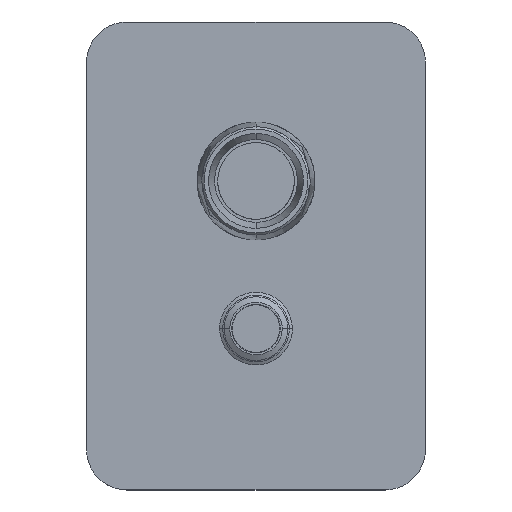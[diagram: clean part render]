
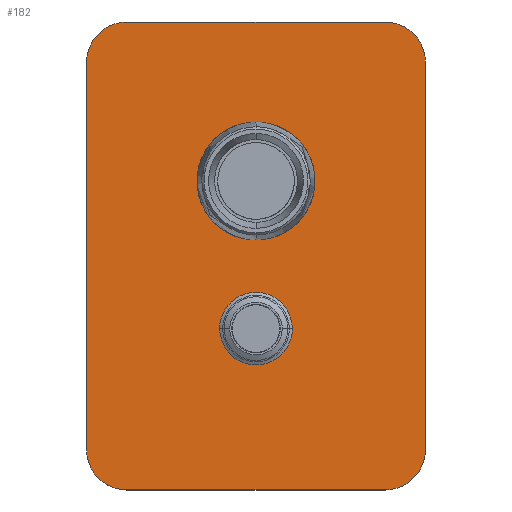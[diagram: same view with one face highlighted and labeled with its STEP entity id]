
A CAD part, top view. The second image highlights one B-rep face of the part: STEP entity #182.
In plain terms, the highlighted planar face has unit normal (0, 0, 1).
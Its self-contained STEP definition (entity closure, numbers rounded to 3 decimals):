
#69=FACE_BOUND('',#314,.T.);
#70=FACE_BOUND('',#315,.T.);
#89=PLANE('',#1016);
#182=ADVANCED_FACE('',(#243,#69,#70),#89,.T.);
#243=FACE_OUTER_BOUND('',#313,.T.);
#313=EDGE_LOOP('',(#531,#532,#533,#534,#535,#536,#537,#538));
#314=EDGE_LOOP('',(#539));
#315=EDGE_LOOP('',(#540,#541,#542,#543));
#531=ORIENTED_EDGE('',*,*,#674,.F.);
#532=ORIENTED_EDGE('',*,*,#661,.F.);
#533=ORIENTED_EDGE('',*,*,#676,.F.);
#534=ORIENTED_EDGE('',*,*,#670,.F.);
#535=ORIENTED_EDGE('',*,*,#678,.F.);
#536=ORIENTED_EDGE('',*,*,#667,.F.);
#537=ORIENTED_EDGE('',*,*,#680,.F.);
#538=ORIENTED_EDGE('',*,*,#664,.F.);
#539=ORIENTED_EDGE('',*,*,#683,.F.);
#540=ORIENTED_EDGE('',*,*,#681,.F.);
#541=ORIENTED_EDGE('',*,*,#684,.F.);
#542=ORIENTED_EDGE('',*,*,#682,.F.);
#543=ORIENTED_EDGE('',*,*,#685,.F.);
#661=EDGE_CURVE('',#910,#909,#829,.T.);
#664=EDGE_CURVE('',#911,#912,#832,.T.);
#667=EDGE_CURVE('',#914,#913,#835,.T.);
#670=EDGE_CURVE('',#916,#915,#838,.T.);
#674=EDGE_CURVE('',#909,#911,#768,.T.);
#676=EDGE_CURVE('',#915,#910,#770,.T.);
#678=EDGE_CURVE('',#913,#916,#772,.T.);
#680=EDGE_CURVE('',#912,#914,#774,.T.);
#681=EDGE_CURVE('',#918,#919,#775,.T.);
#682=EDGE_CURVE('',#921,#920,#776,.T.);
#683=EDGE_CURVE('',#917,#917,#777,.T.);
#684=EDGE_CURVE('',#920,#918,#841,.T.);
#685=EDGE_CURVE('',#919,#921,#842,.T.);
#768=(
BOUNDED_CURVE()
B_SPLINE_CURVE(2,(#1967,#1968,#1969),.UNSPECIFIED.,.F.,.F.)
B_SPLINE_CURVE_WITH_KNOTS((3,3),(-15.708,0.),.UNSPECIFIED.)
CURVE()
GEOMETRIC_REPRESENTATION_ITEM()
RATIONAL_B_SPLINE_CURVE((1.,0.707,1.))
REPRESENTATION_ITEM('')
);
#770=(
BOUNDED_CURVE()
B_SPLINE_CURVE(2,(#1973,#1974,#1975),.UNSPECIFIED.,.F.,.F.)
B_SPLINE_CURVE_WITH_KNOTS((3,3),(-15.708,0.),.UNSPECIFIED.)
CURVE()
GEOMETRIC_REPRESENTATION_ITEM()
RATIONAL_B_SPLINE_CURVE((1.,0.707,1.))
REPRESENTATION_ITEM('')
);
#772=(
BOUNDED_CURVE()
B_SPLINE_CURVE(2,(#1979,#1980,#1981),.UNSPECIFIED.,.F.,.F.)
B_SPLINE_CURVE_WITH_KNOTS((3,3),(-15.708,0.),.UNSPECIFIED.)
CURVE()
GEOMETRIC_REPRESENTATION_ITEM()
RATIONAL_B_SPLINE_CURVE((1.,0.707,1.))
REPRESENTATION_ITEM('')
);
#774=(
BOUNDED_CURVE()
B_SPLINE_CURVE(2,(#1985,#1986,#1987),.UNSPECIFIED.,.F.,.F.)
B_SPLINE_CURVE_WITH_KNOTS((3,3),(-15.708,0.),.UNSPECIFIED.)
CURVE()
GEOMETRIC_REPRESENTATION_ITEM()
RATIONAL_B_SPLINE_CURVE((1.,0.707,1.))
REPRESENTATION_ITEM('')
);
#775=(
BOUNDED_CURVE()
B_SPLINE_CURVE(2,(#1988,#1989,#1990,#1991,#1992),.UNSPECIFIED.,.F.,.F.)
B_SPLINE_CURVE_WITH_KNOTS((3,2,3),(-9.096,-4.548,
0.),.UNSPECIFIED.)
CURVE()
GEOMETRIC_REPRESENTATION_ITEM()
RATIONAL_B_SPLINE_CURVE((1.,0.908,1.,0.908,1.))
REPRESENTATION_ITEM('')
);
#776=(
BOUNDED_CURVE()
B_SPLINE_CURVE(2,(#1993,#1994,#1995,#1996,#1997),.UNSPECIFIED.,.F.,.F.)
B_SPLINE_CURVE_WITH_KNOTS((3,2,3),(-9.096,-4.548,
0.),.UNSPECIFIED.)
CURVE()
GEOMETRIC_REPRESENTATION_ITEM()
RATIONAL_B_SPLINE_CURVE((1.,0.908,1.,0.908,1.))
REPRESENTATION_ITEM('')
);
#777=(
BOUNDED_CURVE()
B_SPLINE_CURVE(2,(#1998,#1999,#2000,#2001,#2002,#2003,#2004,#2005,#2006),
 .UNSPECIFIED.,.T.,.F.)
B_SPLINE_CURVE_WITH_KNOTS((3,2,2,2,3),(-25.918,-12.959,
0.,12.959,25.918),.UNSPECIFIED.)
CURVE()
GEOMETRIC_REPRESENTATION_ITEM()
RATIONAL_B_SPLINE_CURVE((1.,0.707,1.,0.707,1.,0.707,
1.,0.707,1.))
REPRESENTATION_ITEM('')
);
#829=B_SPLINE_CURVE_WITH_KNOTS('',1,(#1940,#1941),.UNSPECIFIED.,.F.,.F.,
(2,2),(0.,64.),.UNSPECIFIED.);
#832=B_SPLINE_CURVE_WITH_KNOTS('',1,(#1946,#1947),.UNSPECIFIED.,.F.,.F.,
(2,2),(0.,96.),.UNSPECIFIED.);
#835=B_SPLINE_CURVE_WITH_KNOTS('',1,(#1952,#1953),.UNSPECIFIED.,.F.,.F.,
(2,2),(0.,64.),.UNSPECIFIED.);
#838=B_SPLINE_CURVE_WITH_KNOTS('',1,(#1958,#1959),.UNSPECIFIED.,.F.,.F.,
(2,2),(0.,96.),.UNSPECIFIED.);
#841=B_SPLINE_CURVE_WITH_KNOTS('',1,(#2007,#2008,#2009),.UNSPECIFIED.,.F.,
 .F.,(2,1,2),(-6.801,-3.4,0.),.UNSPECIFIED.);
#842=B_SPLINE_CURVE_WITH_KNOTS('',1,(#2010,#2011,#2012),.UNSPECIFIED.,.F.,
 .F.,(2,1,2),(-6.801,-3.4,0.),.UNSPECIFIED.);
#909=VERTEX_POINT('',#1919);
#910=VERTEX_POINT('',#1920);
#911=VERTEX_POINT('',#1921);
#912=VERTEX_POINT('',#1922);
#913=VERTEX_POINT('',#1923);
#914=VERTEX_POINT('',#1924);
#915=VERTEX_POINT('',#1925);
#916=VERTEX_POINT('',#1926);
#917=VERTEX_POINT('',#1927);
#918=VERTEX_POINT('',#1928);
#919=VERTEX_POINT('',#1929);
#920=VERTEX_POINT('',#1930);
#921=VERTEX_POINT('',#1931);
#1016=AXIS2_PLACEMENT_3D('',#1910,#1038,$);
#1038=DIRECTION('',(0.,0.,1.));
#1910=CARTESIAN_POINT('',(50.4,-69.6,0.));
#1919=CARTESIAN_POINT('',(-32.,-58.,0.));
#1920=CARTESIAN_POINT('',(32.,-58.,0.));
#1921=CARTESIAN_POINT('',(-42.,-48.,0.));
#1922=CARTESIAN_POINT('',(-42.,48.,0.));
#1923=CARTESIAN_POINT('',(32.,58.,0.));
#1924=CARTESIAN_POINT('',(-32.,58.,0.));
#1925=CARTESIAN_POINT('',(42.,-48.,0.));
#1926=CARTESIAN_POINT('',(42.,48.,0.));
#1927=CARTESIAN_POINT('',(8.25,-18.,0.));
#1928=CARTESIAN_POINT('',(4.,21.4,0.));
#1929=CARTESIAN_POINT('',(-4.,21.4,0.));
#1930=CARTESIAN_POINT('',(4.,14.6,0.));
#1931=CARTESIAN_POINT('',(-4.,14.6,0.));
#1940=CARTESIAN_POINT('',(32.,-58.,0.));
#1941=CARTESIAN_POINT('',(-32.,-58.,0.));
#1946=CARTESIAN_POINT('',(-42.,-48.,0.));
#1947=CARTESIAN_POINT('',(-42.,48.,0.));
#1952=CARTESIAN_POINT('',(-32.,58.,0.));
#1953=CARTESIAN_POINT('',(32.,58.,0.));
#1958=CARTESIAN_POINT('',(42.,48.,0.));
#1959=CARTESIAN_POINT('',(42.,-48.,0.));
#1967=CARTESIAN_POINT('',(-32.,-58.,0.));
#1968=CARTESIAN_POINT('',(-42.,-58.,0.));
#1969=CARTESIAN_POINT('',(-42.,-48.,0.));
#1973=CARTESIAN_POINT('',(42.,-48.,0.));
#1974=CARTESIAN_POINT('',(42.,-58.,0.));
#1975=CARTESIAN_POINT('',(32.,-58.,0.));
#1979=CARTESIAN_POINT('',(32.,58.,0.));
#1980=CARTESIAN_POINT('',(42.,58.,0.));
#1981=CARTESIAN_POINT('',(42.,48.,0.));
#1985=CARTESIAN_POINT('',(-42.,48.,0.));
#1986=CARTESIAN_POINT('',(-42.,58.,0.));
#1987=CARTESIAN_POINT('',(-32.,58.,0.));
#1988=CARTESIAN_POINT('',(4.,21.4,0.));
#1989=CARTESIAN_POINT('',(2.428,23.25,0.));
#1990=CARTESIAN_POINT('',(0.,23.25,0.));
#1991=CARTESIAN_POINT('',(-2.428,23.25,0.));
#1992=CARTESIAN_POINT('',(-4.,21.4,0.));
#1993=CARTESIAN_POINT('',(-4.,14.6,0.));
#1994=CARTESIAN_POINT('',(-2.428,12.75,0.));
#1995=CARTESIAN_POINT('',(0.,12.75,0.));
#1996=CARTESIAN_POINT('',(2.428,12.75,0.));
#1997=CARTESIAN_POINT('',(4.,14.6,0.));
#1998=CARTESIAN_POINT('',(8.25,-18.,0.));
#1999=CARTESIAN_POINT('',(8.25,-9.75,0.));
#2000=CARTESIAN_POINT('',(0.,-9.75,0.));
#2001=CARTESIAN_POINT('',(-8.25,-9.75,0.));
#2002=CARTESIAN_POINT('',(-8.25,-18.,0.));
#2003=CARTESIAN_POINT('',(-8.25,-26.25,0.));
#2004=CARTESIAN_POINT('',(0.,-26.25,0.));
#2005=CARTESIAN_POINT('',(8.25,-26.25,0.));
#2006=CARTESIAN_POINT('',(8.25,-18.,0.));
#2007=CARTESIAN_POINT('',(4.,14.6,0.));
#2008=CARTESIAN_POINT('',(4.,18.,0.));
#2009=CARTESIAN_POINT('',(4.,21.4,0.));
#2010=CARTESIAN_POINT('',(-4.,21.4,0.));
#2011=CARTESIAN_POINT('',(-4.,18.,0.));
#2012=CARTESIAN_POINT('',(-4.,14.6,0.));
